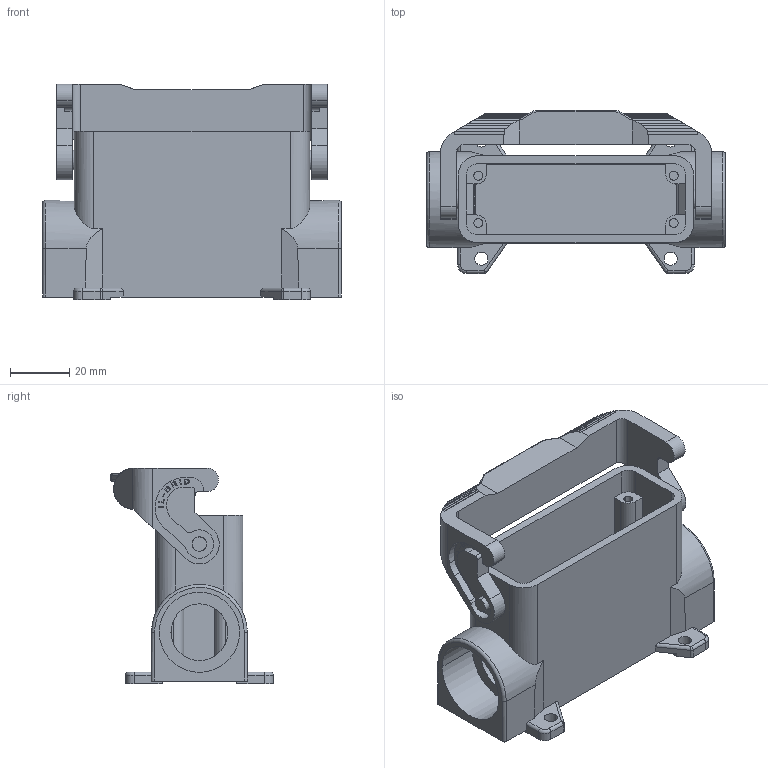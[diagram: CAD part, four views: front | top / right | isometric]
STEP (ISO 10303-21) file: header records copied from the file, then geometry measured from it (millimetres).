
FILE_DESCRIPTION(('Creo Elements/Direct Modeling STEP Export'),'2;1');
FILE_NAME('0ln7tug4lclqopb4068','2018-10-25T11:43:06',(''),(''),'PTC Creo Elements/Direct Modeling STEP processor for AP214 (Solid Model)','PTC Creo Elements/Direct Modeling 19.0E 27-Jun-2016 (C) Parametric Technology GmbH','');
FILE_SCHEMA(('AUTOMOTIVE_DESIGN { 1 0 10303 214 1 1 1 1 }'));
Length unit declared in the file: millimetre
Products named in the file (2): CZAP_25_L
Assembly tree (1 placements, depth 2):
  CZAP_25_L
    CZAP_25_L
Bounding box: 101 x 55 x 73 mm (x, y, z)
Volume: 65866.8 mm3; surface area: 40928.1 mm2
Topology: 1 solids, 5 shells, 711 faces, 1959 edges, 1292 vertices
Faces by surface type: plane 498, cylinder 191, torus 10, cone 8, sphere 4
Entity records: 32071 total; most frequent: CARTESIAN_POINT 8421, ORIENTED_EDGE 3910, DIRECTION 3499, EDGE_CURVE 1955, VECTOR 1483, LINE 1483, VERTEX_POINT 1292, AXIS2_PLACEMENT_3D 1008
